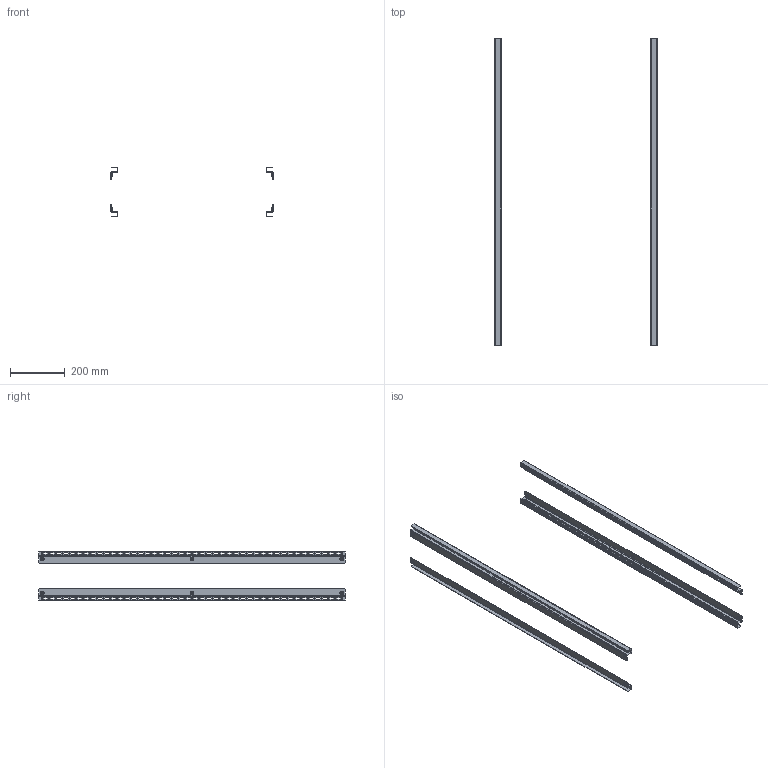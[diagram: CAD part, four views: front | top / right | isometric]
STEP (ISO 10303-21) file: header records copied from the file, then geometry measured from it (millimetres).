
FILE_DESCRIPTION (( 'STEP AP203' ), '1' );
FILE_NAME ('U0543120502 Êîìïëåêò ñòîåê äëÿ âíóòðåííåãî ìîíòàæà UC2_UC2M 120.00 (4øò) (000.801.048-06).STEP', '2022-04-29T05:44:05', ( '' ), ( '' ), 'SwSTEP 2.0', 'SolidWorks 2017', '' );
FILE_SCHEMA (( 'CONFIG_CONTROL_DESIGN' ));
Length unit declared in the file: millimetre
Products named in the file (3): hex flange nut_din_Hexagon Flange Nut DIN 6923 - M6 - N; U0543120502 Êîìïëåêò ñòîåê äëÿ âíóòðåííåãî ìîíòàæà UC2_UC2M 120.00 (4øò) (000.801.048-06); 054-113 栺鍣罻_06 (120)
Assembly tree (16 placements, depth 2):
  U0543120502 Êîìïëåêò ñòîåê äëÿ âíóòðåííåãî ìîíòàæà UC2_UC2M 120.00 (4øò) (000.801.048-06)
    054-113 栺鍣罻_06 (120)  x4
    hex flange nut_din_Hexagon Flange Nut DIN 6923 - M6 - N  x12
Bounding box: 597.2 x 1126 x 183 mm (x, y, z)
Volume: 535441 mm3; surface area: 752621 mm2
Topology: 16 solids, 16 shells, 2672 faces, 7584 edges, 4944 vertices
Faces by surface type: plane 1616, cylinder 816, cone 144, bspline 72, torus 24
Entity records: 21531 total; most frequent: CARTESIAN_POINT 3819, ORIENTED_EDGE 3512, DIRECTION 3364, EDGE_CURVE 1756, VECTOR 1318, LINE 1318, VERTEX_POINT 1156, AXIS2_PLACEMENT_3D 1023
